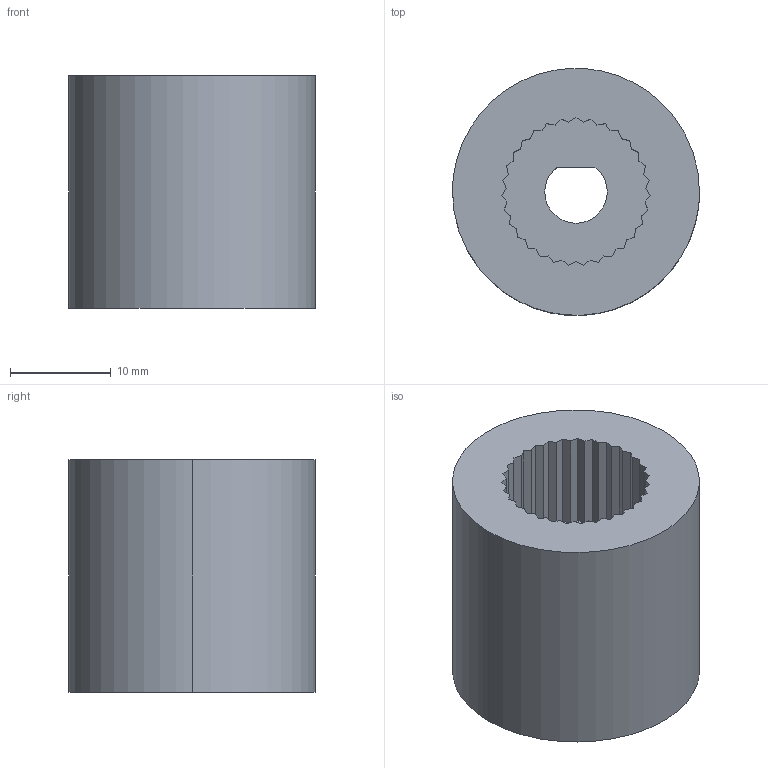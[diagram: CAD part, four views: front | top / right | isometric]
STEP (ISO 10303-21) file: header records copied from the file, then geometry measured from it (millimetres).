
FILE_DESCRIPTION(/* description */ (''),/* implementation_level */ '2;1');
FILE_NAME(/* name */ 'Coupler',/* time_stamp */ '2021-04-22T20:15:30+09:00',/* author */ (''),/* organization */ (''),/* preprocessor_version */ 'ST-DEVELOPER v16.5',/* originating_system */ '',/* authorisation */ '');
FILE_SCHEMA (('CONFIG_CONTROL_DESIGN'));
Length unit declared in the file: millimetre
Products named in the file (1): Document
Bounding box: 24.48 x 24.45 x 23 mm (x, y, z)
Volume: 8857.5 mm3; surface area: 3419.3 mm2
Topology: 1 solids, 1 shells, 100 faces, 291 edges, 194 vertices
Faces by surface type: plane 97, cylinder 3
Entity records: 2952 total; most frequent: CARTESIAN_POINT 1090, ORIENTED_EDGE 582, EDGE_CURVE 291, VERTEX_POINT 194, DIRECTION 104, EDGE_LOOP 103, AXIS2_PLACEMENT_3D 102, ADVANCED_FACE 100
